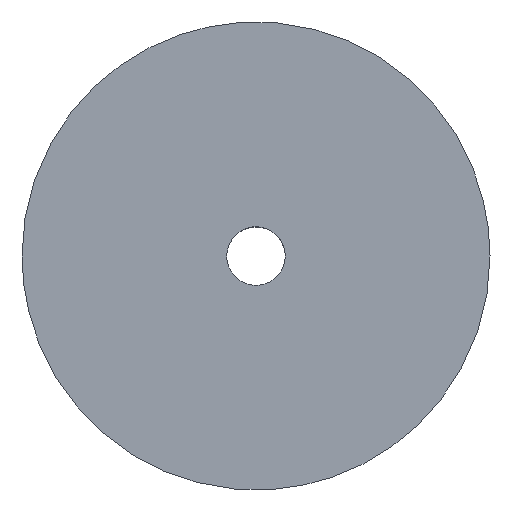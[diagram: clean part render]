
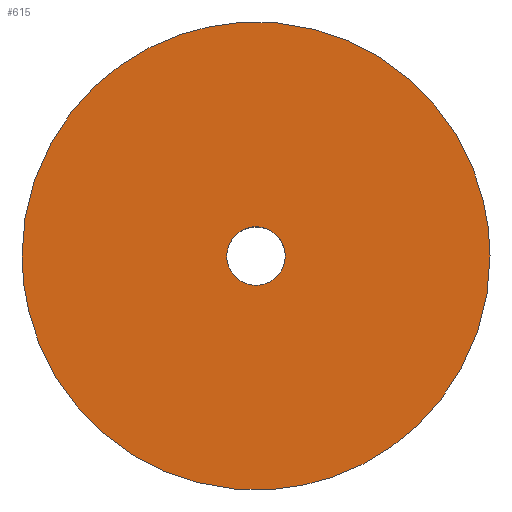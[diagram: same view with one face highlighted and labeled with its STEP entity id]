
A CAD part, top view. The second image highlights one B-rep face of the part: STEP entity #615.
In plain terms, the highlighted free-form (B-spline) face has degree [1, 1] with [2, 2] control points.
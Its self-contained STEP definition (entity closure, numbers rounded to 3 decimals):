
#66=CARTESIAN_POINT('',(-0.118,0.993,12.0));
#67=VERTEX_POINT('',#66);
#68=CARTESIAN_POINT('',(1.0,0.0,12.0));
#69=VERTEX_POINT('',#68);
#70=CARTESIAN_POINT('',(-0.118,0.993,12.));
#71=CARTESIAN_POINT('',(-0.059,1.0,12.));
#72=CARTESIAN_POINT('',(0.0,1.0,12.0));
#73=CARTESIAN_POINT('',(1.0,1.0,12.0));
#74=CARTESIAN_POINT('',(1.0,0.0,12.0));
#82=(BOUNDED_CURVE()B_SPLINE_CURVE(2,(#70,#71,#72,#73,#74),.UNSPECIFIED.,.F.,.U.)B_SPLINE_CURVE_WITH_KNOTS((3,2,3),(0.23,0.25,0.5),.UNSPECIFIED.)CURVE()GEOMETRIC_REPRESENTATION_ITEM()RATIONAL_B_SPLINE_CURVE((0.956,0.976,1.0,0.707,1.0))REPRESENTATION_ITEM(''));
#83=EDGE_CURVE('',#67,#69,#82,.T.);
#124=CARTESIAN_POINT('',(0.061,-0.998,12.0));
#125=VERTEX_POINT('',#124);
#131=CARTESIAN_POINT('',(1.0,0.0,12.0));
#132=CARTESIAN_POINT('',(1.0,-0.941,12.0));
#133=CARTESIAN_POINT('',(0.061,-0.998,12.));
#141=(BOUNDED_CURVE()B_SPLINE_CURVE(2,(#131,#132,#133),.UNSPECIFIED.,.F.,.U.)B_SPLINE_CURVE_WITH_KNOTS((3,3),(0.5,0.739),.UNSPECIFIED.)CURVE()GEOMETRIC_REPRESENTATION_ITEM()RATIONAL_B_SPLINE_CURVE((1.0,0.72,0.976))REPRESENTATION_ITEM(''));
#142=EDGE_CURVE('',#69,#125,#141,.T.);
#165=CARTESIAN_POINT('',(-1.0,0.0,12.0));
#166=VERTEX_POINT('',#165);
#167=CARTESIAN_POINT('',(-1.0,0.0,12.0));
#168=CARTESIAN_POINT('',(-1.0,0.888,12.0));
#169=CARTESIAN_POINT('',(-0.118,0.993,12.));
#177=(BOUNDED_CURVE()B_SPLINE_CURVE(2,(#167,#168,#169),.UNSPECIFIED.,.F.,.U.)B_SPLINE_CURVE_WITH_KNOTS((3,3),(0.0,0.23),.UNSPECIFIED.)CURVE()GEOMETRIC_REPRESENTATION_ITEM()RATIONAL_B_SPLINE_CURVE((1.0,0.731,0.956))REPRESENTATION_ITEM(''));
#178=EDGE_CURVE('',#166,#67,#177,.T.);
#180=CARTESIAN_POINT('',(0.061,-0.998,12.));
#181=CARTESIAN_POINT('',(0.031,-1.0,12.));
#182=CARTESIAN_POINT('',(0.0,-1.0,12.0));
#183=CARTESIAN_POINT('',(-1.0,-1.0,12.0));
#184=CARTESIAN_POINT('',(-1.0,0.0,12.0));
#192=(BOUNDED_CURVE()B_SPLINE_CURVE(2,(#180,#181,#182,#183,#184),.UNSPECIFIED.,.F.,.U.)B_SPLINE_CURVE_WITH_KNOTS((3,2,3),(0.739,0.75,1.0),.UNSPECIFIED.)CURVE()GEOMETRIC_REPRESENTATION_ITEM()RATIONAL_B_SPLINE_CURVE((0.976,0.988,1.0,0.707,1.0))REPRESENTATION_ITEM(''));
#193=EDGE_CURVE('',#125,#166,#192,.T.);
#248=CARTESIAN_POINT('',(-8.0,0.0,12.0));
#249=VERTEX_POINT('',#248);
#250=CARTESIAN_POINT('',(-0.628,7.975,12.));
#251=VERTEX_POINT('',#250);
#252=CARTESIAN_POINT('',(-8.0,0.0,12.0));
#253=CARTESIAN_POINT('',(-8.,7.395,12.));
#254=CARTESIAN_POINT('',(-0.628,7.975,12.));
#262=(BOUNDED_CURVE()B_SPLINE_CURVE(2,(#252,#253,#254),.UNSPECIFIED.,.F.,.U.)B_SPLINE_CURVE_WITH_KNOTS((3,3),(0.0,0.236),.UNSPECIFIED.)CURVE()GEOMETRIC_REPRESENTATION_ITEM()RATIONAL_B_SPLINE_CURVE((1.0,0.723,0.97))REPRESENTATION_ITEM(''));
#263=EDGE_CURVE('',#249,#251,#262,.T.);
#304=CARTESIAN_POINT('',(0.628,-7.975,12.));
#305=VERTEX_POINT('',#304);
#311=CARTESIAN_POINT('',(0.628,-7.975,12.));
#312=CARTESIAN_POINT('',(0.314,-8.,12.));
#313=CARTESIAN_POINT('',(0.,-8.,12.));
#314=CARTESIAN_POINT('',(-8.,-8.,12.));
#315=CARTESIAN_POINT('',(-8.0,0.0,12.0));
#323=(BOUNDED_CURVE()B_SPLINE_CURVE(2,(#311,#312,#313,#314,#315),.UNSPECIFIED.,.F.,.U.)B_SPLINE_CURVE_WITH_KNOTS((3,2,3),(0.736,0.75,1.0),.UNSPECIFIED.)CURVE()GEOMETRIC_REPRESENTATION_ITEM()RATIONAL_B_SPLINE_CURVE((0.97,0.984,1.0,0.707,1.0))REPRESENTATION_ITEM(''));
#324=EDGE_CURVE('',#305,#249,#323,.T.);
#347=CARTESIAN_POINT('',(8.0,0.0,12.0));
#348=VERTEX_POINT('',#347);
#349=CARTESIAN_POINT('',(-0.628,7.975,12.));
#350=CARTESIAN_POINT('',(-0.314,8.,12.));
#351=CARTESIAN_POINT('',(0.,8.,12.));
#352=CARTESIAN_POINT('',(8.,8.,12.));
#353=CARTESIAN_POINT('',(8.0,0.0,12.0));
#361=(BOUNDED_CURVE()B_SPLINE_CURVE(2,(#349,#350,#351,#352,#353),.UNSPECIFIED.,.F.,.U.)B_SPLINE_CURVE_WITH_KNOTS((3,2,3),(0.236,0.25,0.5),.UNSPECIFIED.)CURVE()GEOMETRIC_REPRESENTATION_ITEM()RATIONAL_B_SPLINE_CURVE((0.97,0.984,1.0,0.707,1.0))REPRESENTATION_ITEM(''));
#362=EDGE_CURVE('',#251,#348,#361,.T.);
#364=CARTESIAN_POINT('',(8.0,0.0,12.0));
#365=CARTESIAN_POINT('',(8.,-7.395,12.));
#366=CARTESIAN_POINT('',(0.628,-7.975,12.));
#374=(BOUNDED_CURVE()B_SPLINE_CURVE(2,(#364,#365,#366),.UNSPECIFIED.,.F.,.U.)B_SPLINE_CURVE_WITH_KNOTS((3,3),(0.5,0.736),.UNSPECIFIED.)CURVE()GEOMETRIC_REPRESENTATION_ITEM()RATIONAL_B_SPLINE_CURVE((1.0,0.723,0.97))REPRESENTATION_ITEM(''));
#375=EDGE_CURVE('',#348,#305,#374,.T.);
#598=CARTESIAN_POINT('',(-8.799,-8.797,12.0));
#599=CARTESIAN_POINT('',(8.799,-8.797,12.0));
#600=CARTESIAN_POINT('',(-8.799,8.797,12.0));
#601=CARTESIAN_POINT('',(8.799,8.797,12.0));
#602=B_SPLINE_SURFACE_WITH_KNOTS('',1,1,((#598,#600),(#599,#601)),.UNSPECIFIED.,.F.,.F.,.U.,(2,2),(2,2),(0.0,17.598),(0.0,17.594),.UNSPECIFIED.);
#603=ORIENTED_EDGE('',*,*,#324,.F.);
#604=ORIENTED_EDGE('',*,*,#375,.F.);
#605=ORIENTED_EDGE('',*,*,#362,.F.);
#606=ORIENTED_EDGE('',*,*,#263,.F.);
#607=EDGE_LOOP('',(#603,#604,#605,#606));
#608=FACE_OUTER_BOUND('',#607,.T.);
#609=ORIENTED_EDGE('',*,*,#142,.T.);
#610=ORIENTED_EDGE('',*,*,#193,.T.);
#611=ORIENTED_EDGE('',*,*,#178,.T.);
#612=ORIENTED_EDGE('',*,*,#83,.T.);
#613=EDGE_LOOP('',(#609,#610,#611,#612));
#614=FACE_BOUND('',#613,.T.);
#615=ADVANCED_FACE('',(#608,#614),#602,.T.);
